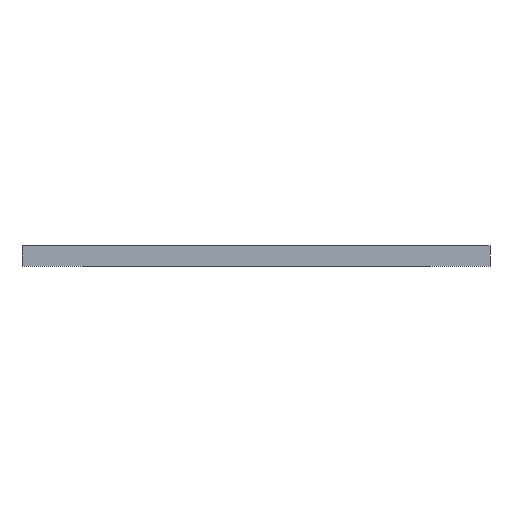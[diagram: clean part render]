
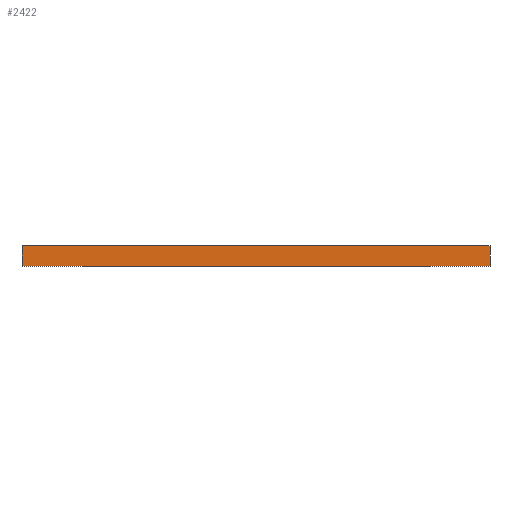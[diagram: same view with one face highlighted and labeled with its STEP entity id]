
A CAD part, front view. The second image highlights one B-rep face of the part: STEP entity #2422.
In plain terms, the highlighted planar face has unit normal (0, -1, 0).
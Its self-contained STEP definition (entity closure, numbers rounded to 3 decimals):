
#94 = CARTESIAN_POINT ( 'NONE',  ( -15., -22.5, 0.65 ) ) ;
#275 = EDGE_CURVE ( 'NONE', #3338, #5654, #6278, .T. ) ;
#328 = ORIENTED_EDGE ( 'NONE', *, *, #6285, .T. ) ;
#606 = EDGE_CURVE ( 'NONE', #2468, #5654, #2625, .T. ) ;
#608 = LINE ( 'NONE', #2813, #4615 ) ;
#662 = CARTESIAN_POINT ( 'NONE',  ( 15., -22.5, -0.65 ) ) ;
#667 = EDGE_LOOP ( 'NONE', ( #5770, #736, #3130, #328 ) ) ;
#736 = ORIENTED_EDGE ( 'NONE', *, *, #275, .F. ) ;
#856 = EDGE_CURVE ( 'NONE', #5857, #3338, #1289, .T. ) ;
#963 = DIRECTION ( 'NONE',  ( -1., 0., 0. ) ) ;
#1205 = CARTESIAN_POINT ( 'NONE',  ( 15., -22.5, -0.65 ) ) ;
#1289 = LINE ( 'NONE', #5653, #4401 ) ;
#1947 = CARTESIAN_POINT ( 'NONE',  ( 15., -22.5, 0.65 ) ) ;
#1970 = CARTESIAN_POINT ( 'NONE',  ( -15., -22.5, -0.65 ) ) ;
#2022 = DIRECTION ( 'NONE',  ( 1., 0., 0. ) ) ;
#2327 = DIRECTION ( 'NONE',  ( 0., 0., -1. ) ) ;
#2422 = ADVANCED_FACE ( 'NONE', ( #5508 ), #5050, .F. ) ;
#2468 = VERTEX_POINT ( 'NONE', #1970 ) ;
#2585 = CARTESIAN_POINT ( 'NONE',  ( 15., -22.5, 0.65 ) ) ;
#2625 = LINE ( 'NONE', #1205, #6013 ) ;
#2813 = CARTESIAN_POINT ( 'NONE',  ( -15., -22.5, 0.65 ) ) ;
#2986 = AXIS2_PLACEMENT_3D ( 'NONE', #1947, #6128, #963 ) ;
#3130 = ORIENTED_EDGE ( 'NONE', *, *, #856, .F. ) ;
#3173 = DIRECTION ( 'NONE',  ( 0., 0., -1. ) ) ;
#3338 = VERTEX_POINT ( 'NONE', #2585 ) ;
#4401 = VECTOR ( 'NONE', #2022, 1000. ) ;
#4615 = VECTOR ( 'NONE', #2327, 1000. ) ;
#4836 = DIRECTION ( 'NONE',  ( 1., 0., 0. ) ) ;
#5050 = PLANE ( 'NONE',  #2986 ) ;
#5140 = VECTOR ( 'NONE', #3173, 1000. ) ;
#5293 = CARTESIAN_POINT ( 'NONE',  ( 15., -22.5, 0.65 ) ) ;
#5508 = FACE_OUTER_BOUND ( 'NONE', #667, .T. ) ;
#5653 = CARTESIAN_POINT ( 'NONE',  ( 15., -22.5, 0.65 ) ) ;
#5654 = VERTEX_POINT ( 'NONE', #662 ) ;
#5770 = ORIENTED_EDGE ( 'NONE', *, *, #606, .T. ) ;
#5857 = VERTEX_POINT ( 'NONE', #94 ) ;
#6013 = VECTOR ( 'NONE', #4836, 1000. ) ;
#6128 = DIRECTION ( 'NONE',  ( 0., 1., 0. ) ) ;
#6278 = LINE ( 'NONE', #5293, #5140 ) ;
#6285 = EDGE_CURVE ( 'NONE', #5857, #2468, #608, .T. ) ;
